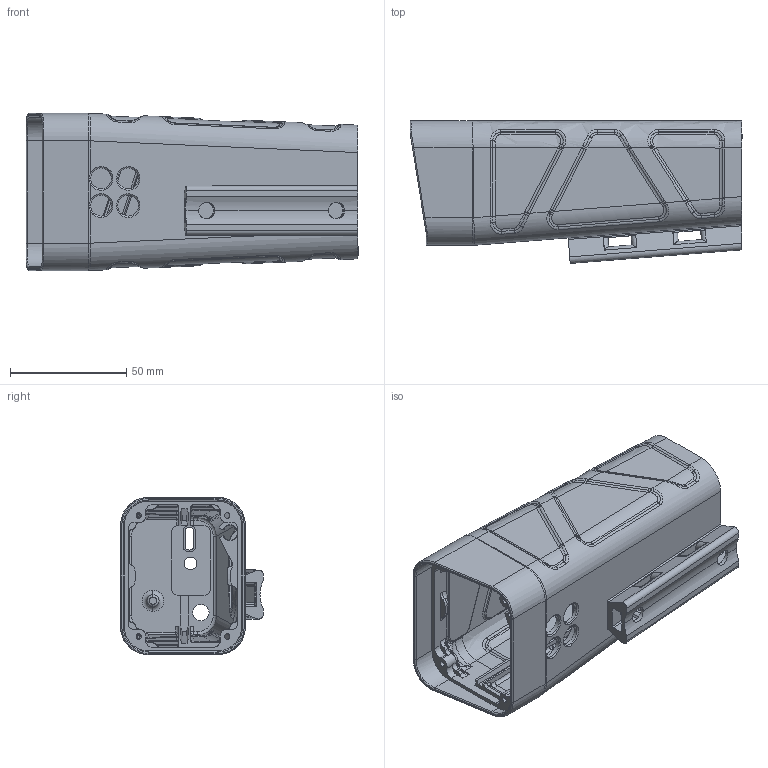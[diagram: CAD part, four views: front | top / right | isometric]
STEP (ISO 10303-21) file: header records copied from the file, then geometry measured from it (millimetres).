
FILE_DESCRIPTION (( 'STEP AP214' ), '1' );
FILE_NAME ('alu-tube-mainbox-120424.STEP', '2024-04-12T10:59:52', ( '' ), ( '' ), 'SwSTEP 2.0', 'SolidWorks 2021', '' );
FILE_SCHEMA (( 'AUTOMOTIVE_DESIGN' ));
Length unit declared in the file: millimetre
Products named in the file (1): alu-tube-mainbox-120424
Bounding box: 142.8 x 61.36 x 67.6 mm (x, y, z)
Volume: 104589.9 mm3; surface area: 67985.8 mm2
Topology: 1 solids, 1 shells, 1391 faces, 3530 edges, 2105 vertices
Faces by surface type: bspline 694, cylinder 371, plane 207, torus 105, cone 9, sphere 5
Entity records: 85984 total; most frequent: CARTESIAN_POINT 58730, ORIENTED_EDGE 7000, DIRECTION 3733, EDGE_CURVE 3500, VERTEX_POINT 2105, B_SPLINE_CURVE_WITH_KNOTS 1628, AXIS2_PLACEMENT_3D 1448, EDGE_LOOP 1421
